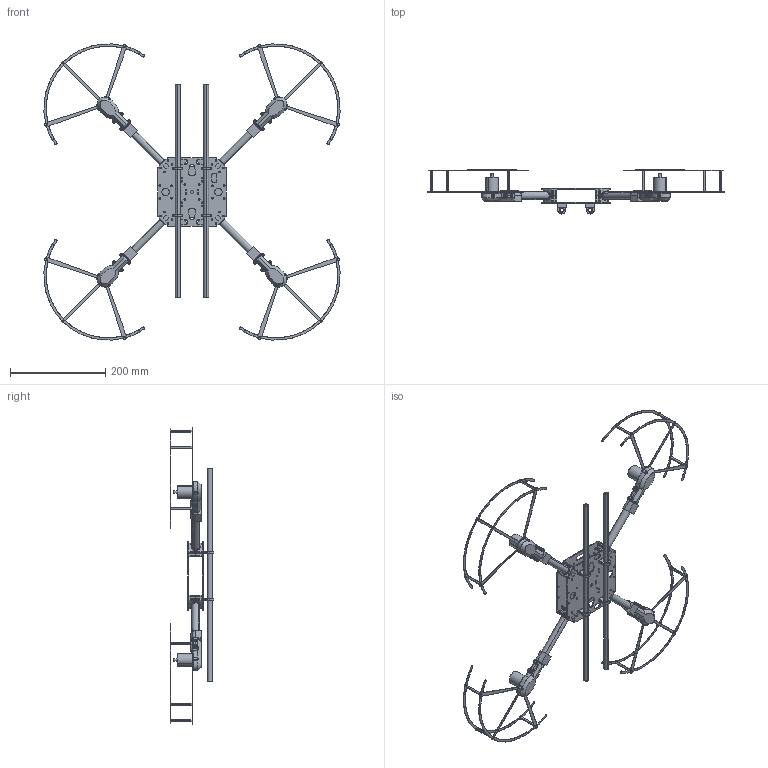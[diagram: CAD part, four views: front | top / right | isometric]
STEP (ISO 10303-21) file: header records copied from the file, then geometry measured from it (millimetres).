
FILE_DESCRIPTION (( 'STEP AP214' ), '1' );
FILE_NAME ('Holybro-X500-V2-no-landinggear-arm-attachments.STEP', '2023-07-04T11:50:21', ( '' ), ( '' ), 'SwSTEP 2.0', 'SolidWorks 2022', '' );
FILE_SCHEMA (( 'AUTOMOTIVE_DESIGN' ));
Length unit declared in the file: millimetre
Products named in the file (19): MotorMountPlate; BotBoard.step; Holybro-X500-V2-no-landinggear-arm-attachments; ArmWithMountedMotor; PropGuardBottom; Motor; ArmClamb; MotorMount; TopBoard.step; PropGuard; Holybro_X500_V2_boards.step; PropGuardStelts; ArmAttachment; MountingRailConnector; Holybro-X500-V2-no-landinggear; Arm; MountingRail-short; PropGuardTop
Assembly tree (40 placements, depth 5):
  Holybro-X500-V2-no-landinggear-arm-attachments
    Holybro-X500-V2-no-landinggear
      Holybro_X500_V2_boards.step
        BotBoard.step
        TopBoard.step
      ArmClamb  x8
      ArmWithMountedMotor  x4
        Arm
        Motor
        MotorMount
          MotorMount
          MotorMountPlate
      MountingRailConnector  x4
      PropGuard  x4
        PropGuardBottom
        PropGuardStelts
        PropGuardTop
      MountingRail-short  x2
    ArmAttachment  x4
Bounding box: 623.14 x 92 x 623.14 mm (x, y, z)
Volume: 411523.1 mm3; surface area: 359344.5 mm2
Topology: 56 solids, 56 shells, 1864 faces, 5188 edges, 3440 vertices
Faces by surface type: cylinder 1160, plane 628, bspline 60, cone 16
Entity records: 24187 total; most frequent: CARTESIAN_POINT 4573, DIRECTION 4175, ORIENTED_EDGE 3838, EDGE_CURVE 1919, AXIS2_PLACEMENT_3D 1628, VERTEX_POINT 1276, EDGE_LOOP 945, CIRCLE 926
